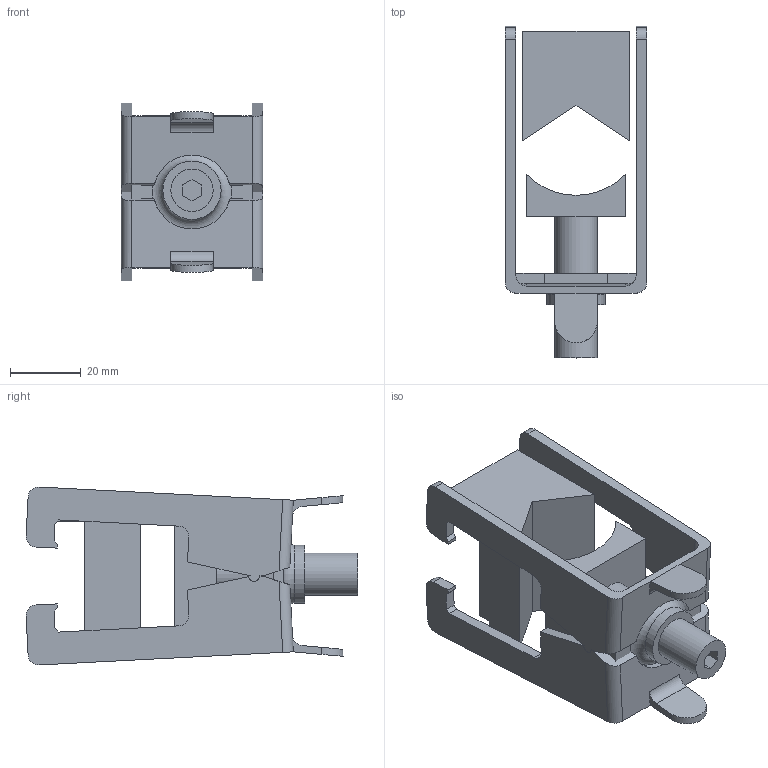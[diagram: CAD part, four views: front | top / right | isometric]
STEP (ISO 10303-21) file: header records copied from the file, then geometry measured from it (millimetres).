
FILE_DESCRIPTION((''),'2;1');
FILE_NAME('01760000.stp','2013-10-15T07:31:07',('Alois Weiner'),(''),'Autodesk Inventor 2013','Autodesk Inventor 2013','');
FILE_SCHEMA(('AUTOMOTIVE_DESIGN { 1 0 10303 214 1 1 1 1 }'));
Length unit declared in the file: millimetre
Products named in the file (5): 01760000; 71504000; 30647100; 71505000; 61510000
Assembly tree (5 placements, depth 2):
  01760000
    71504000  x2
    30647100
    71505000
    61510000
Bounding box: 40 x 93.93 x 50.34 mm (x, y, z)
Volume: 43729.1 mm3; surface area: 26406.9 mm2
Topology: 5 solids, 5 shells, 143 faces, 384 edges, 254 vertices
Faces by surface type: plane 107, cylinder 34, torus 2
Full cylindrical faces by diameter (mm): 12 x2, 16.492 x1
Entity records: 3019 total; most frequent: CARTESIAN_POINT 506, DIRECTION 490, ORIENTED_EDGE 480, EDGE_CURVE 240, VECTOR 198, LINE 198, VERTEX_POINT 162, AXIS2_PLACEMENT_3D 146
